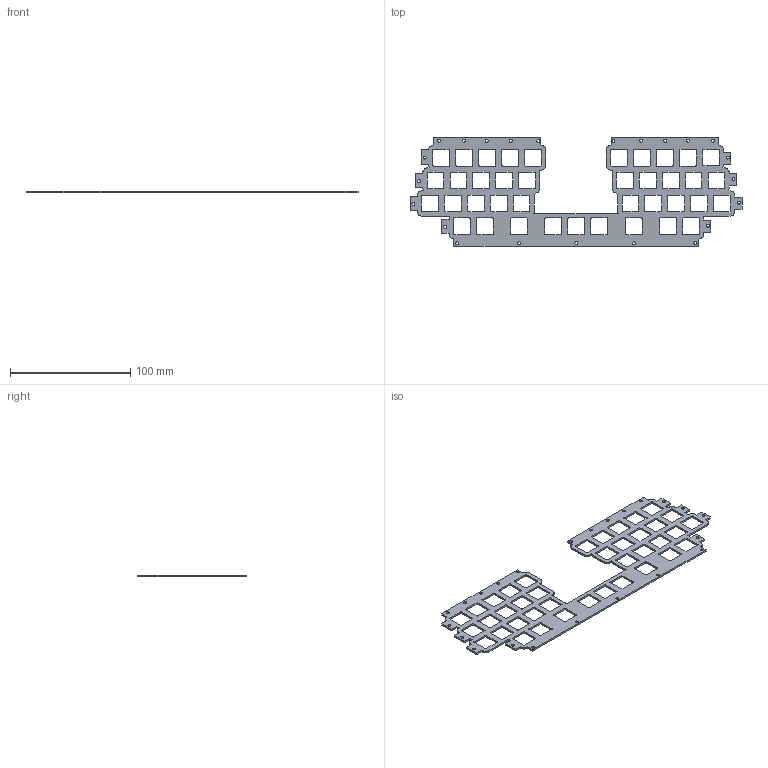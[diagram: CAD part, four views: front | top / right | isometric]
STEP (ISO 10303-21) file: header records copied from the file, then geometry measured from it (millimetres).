
FILE_DESCRIPTION(/* description */ (''),/* implementation_level */ '2;1');
FILE_NAME(/* name */ 'KatanaKombat SwitchPlate.step',/* time_stamp */ '2024-03-05T10:00:13-08:00',/* author */ (''),/* organization */ (''),/* preprocessor_version */ 'ST-DEVELOPER v20',/* originating_system */ 'Autodesk Translation Framework v12.20.1.177',/* authorisation */ '');
FILE_SCHEMA (('AUTOMOTIVE_DESIGN { 1 0 10303 214 3 1 1 }'));
Length unit declared in the file: millimetre
Products named in the file (1): KatanaKombat
Bounding box: 275.83 x 90.2 x 1.5 mm (x, y, z)
Volume: 16077.6 mm3; surface area: 26356.3 mm2
Topology: 1 solids, 1 shells, 432 faces, 1290 edges, 860 vertices
Faces by surface type: plane 225, cylinder 207
Full cylindrical faces by diameter (mm): 2.5 x23
Entity records: 14933 total; most frequent: CARTESIAN_POINT 2583, ORIENTED_EDGE 2580, DIRECTION 2570, EDGE_CURVE 1290, LINE 876, VECTOR 876, VERTEX_POINT 860, AXIS2_PLACEMENT_3D 847
